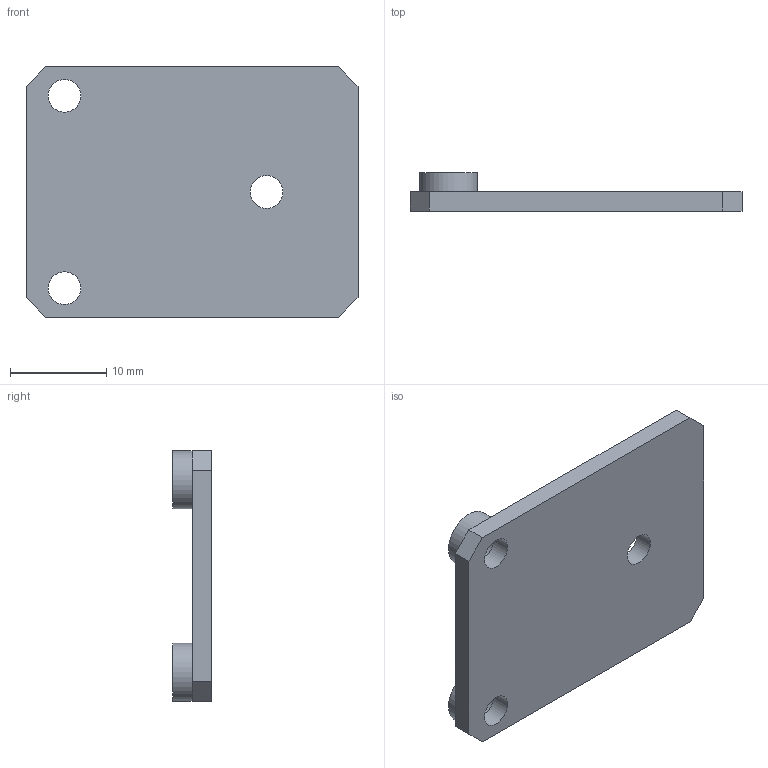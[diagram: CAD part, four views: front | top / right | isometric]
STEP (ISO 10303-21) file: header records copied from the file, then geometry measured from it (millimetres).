
FILE_DESCRIPTION(('FreeCAD Model'),'2;1');
FILE_NAME('Open CASCADE Shape Model','2023-05-05T16:37:50',('Author'),( ''),'Open CASCADE STEP processor 7.5','FreeCAD','Unknown');
FILE_SCHEMA(('AUTOMOTIVE_DESIGN { 1 0 10303 214 1 1 1 1 }'));
Length unit declared in the file: millimetre
Products named in the file (1): minipanel.R
Bounding box: 34.5 x 4 x 26 mm (x, y, z)
Volume: 1800.3 mm3; surface area: 2138.4 mm2
Topology: 1 solids, 1 shells, 19 faces, 47 edges, 30 vertices
Faces by surface type: plane 12, cylinder 7
Full cylindrical faces by diameter (mm): 3.4 x5, 6 x2
Entity records: 1356 total; most frequent: CARTESIAN_POINT 217, DIRECTION 189, LINE 113, VECTOR 113, ORIENTED_EDGE 94, PCURVE 94, DEFINITIONAL_REPRESENTATION 94, EDGE_CURVE 47
